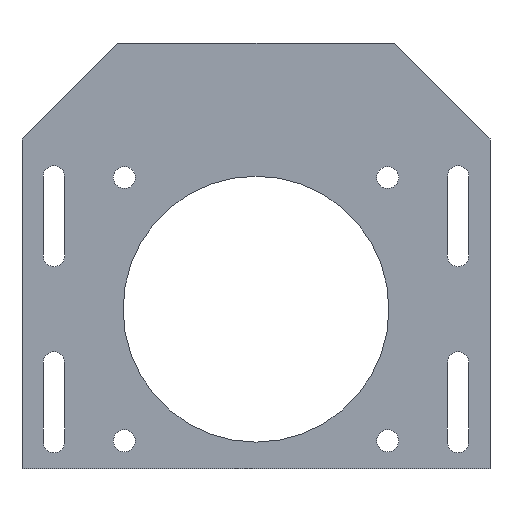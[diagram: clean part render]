
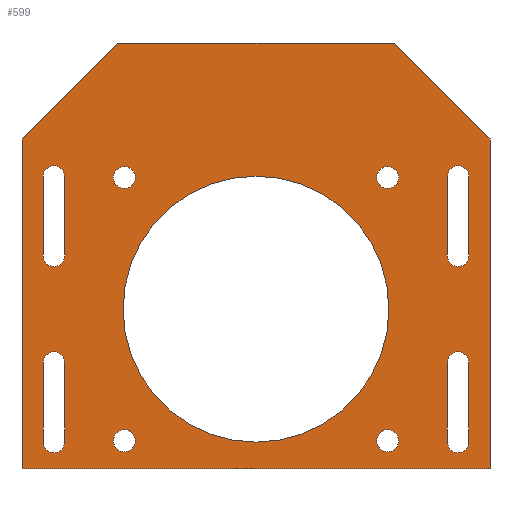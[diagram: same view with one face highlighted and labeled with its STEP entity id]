
A CAD part, front view. The second image highlights one B-rep face of the part: STEP entity #599.
In plain terms, the highlighted planar face has unit normal (0, -1, 0).
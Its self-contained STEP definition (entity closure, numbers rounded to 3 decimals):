
#24=FACE_BOUND('',#116,.T.);
#25=FACE_BOUND('',#117,.T.);
#26=FACE_BOUND('',#118,.T.);
#27=FACE_BOUND('',#119,.T.);
#28=FACE_BOUND('',#120,.T.);
#29=FACE_BOUND('',#121,.T.);
#30=FACE_BOUND('',#122,.T.);
#31=FACE_BOUND('',#123,.T.);
#32=FACE_BOUND('',#124,.T.);
#48=PLANE('',#677);
#77=FACE_OUTER_BOUND('',#115,.T.);
#115=EDGE_LOOP('',(#531,#532,#533,#534,#535,#536));
#116=EDGE_LOOP('',(#537));
#117=EDGE_LOOP('',(#538));
#118=EDGE_LOOP('',(#539));
#119=EDGE_LOOP('',(#540));
#120=EDGE_LOOP('',(#541));
#121=EDGE_LOOP('',(#542,#543,#544,#545));
#122=EDGE_LOOP('',(#546,#547,#548,#549));
#123=EDGE_LOOP('',(#550,#551,#552,#553));
#124=EDGE_LOOP('',(#554,#555,#556,#557));
#129=LINE('',#873,#184);
#134=LINE('',#887,#189);
#137=LINE('',#897,#192);
#142=LINE('',#911,#197);
#147=LINE('',#929,#202);
#151=LINE('',#940,#206);
#155=LINE('',#953,#210);
#159=LINE('',#964,#214);
#162=LINE('',#975,#217);
#166=LINE('',#983,#221);
#169=LINE('',#989,#224);
#172=LINE('',#995,#227);
#175=LINE('',#1001,#230);
#178=LINE('',#1006,#233);
#184=VECTOR('',#710,10.);
#189=VECTOR('',#723,10.);
#192=VECTOR('',#734,10.);
#197=VECTOR('',#747,10.);
#202=VECTOR('',#766,10.);
#206=VECTOR('',#778,10.);
#210=VECTOR('',#790,10.);
#214=VECTOR('',#802,10.);
#217=VECTOR('',#813,10.);
#221=VECTOR('',#819,10.);
#224=VECTOR('',#824,10.);
#227=VECTOR('',#829,10.);
#230=VECTOR('',#834,10.);
#233=VECTOR('',#839,10.);
#236=CIRCLE('',#625,2.067);
#238=CIRCLE('',#628,2.067);
#240=CIRCLE('',#631,2.067);
#242=CIRCLE('',#634,2.067);
#243=CIRCLE('',#637,2.);
#245=CIRCLE('',#641,2.);
#247=CIRCLE('',#645,2.);
#249=CIRCLE('',#649,2.);
#251=CIRCLE('',#652,2.);
#253=CIRCLE('',#656,2.);
#255=CIRCLE('',#660,2.);
#257=CIRCLE('',#664,2.);
#260=CIRCLE('',#669,25.);
#262=VERTEX_POINT('',#849);
#264=VERTEX_POINT('',#855);
#266=VERTEX_POINT('',#861);
#268=VERTEX_POINT('',#867);
#269=VERTEX_POINT('',#871);
#270=VERTEX_POINT('',#872);
#273=VERTEX_POINT('',#880);
#275=VERTEX_POINT('',#886);
#277=VERTEX_POINT('',#895);
#278=VERTEX_POINT('',#896);
#281=VERTEX_POINT('',#904);
#283=VERTEX_POINT('',#910);
#285=VERTEX_POINT('',#919);
#286=VERTEX_POINT('',#920);
#289=VERTEX_POINT('',#928);
#291=VERTEX_POINT('',#934);
#293=VERTEX_POINT('',#943);
#294=VERTEX_POINT('',#944);
#297=VERTEX_POINT('',#952);
#299=VERTEX_POINT('',#958);
#302=VERTEX_POINT('',#969);
#303=VERTEX_POINT('',#973);
#304=VERTEX_POINT('',#974);
#307=VERTEX_POINT('',#982);
#309=VERTEX_POINT('',#988);
#311=VERTEX_POINT('',#994);
#313=VERTEX_POINT('',#1000);
#317=EDGE_CURVE('',#262,#262,#236,.T.);
#320=EDGE_CURVE('',#264,#264,#238,.T.);
#323=EDGE_CURVE('',#266,#266,#240,.T.);
#326=EDGE_CURVE('',#268,#268,#242,.T.);
#327=EDGE_CURVE('',#269,#270,#129,.T.);
#331=EDGE_CURVE('',#273,#269,#243,.T.);
#334=EDGE_CURVE('',#275,#273,#134,.T.);
#337=EDGE_CURVE('',#270,#275,#245,.T.);
#339=EDGE_CURVE('',#277,#278,#137,.T.);
#343=EDGE_CURVE('',#281,#277,#247,.T.);
#346=EDGE_CURVE('',#283,#281,#142,.T.);
#349=EDGE_CURVE('',#278,#283,#249,.T.);
#351=EDGE_CURVE('',#285,#286,#251,.T.);
#355=EDGE_CURVE('',#289,#285,#147,.T.);
#358=EDGE_CURVE('',#291,#289,#253,.T.);
#361=EDGE_CURVE('',#286,#291,#151,.T.);
#363=EDGE_CURVE('',#293,#294,#255,.T.);
#367=EDGE_CURVE('',#297,#293,#155,.T.);
#370=EDGE_CURVE('',#299,#297,#257,.T.);
#373=EDGE_CURVE('',#294,#299,#159,.T.);
#377=EDGE_CURVE('',#302,#302,#260,.T.);
#378=EDGE_CURVE('',#303,#304,#162,.T.);
#382=EDGE_CURVE('',#307,#303,#166,.T.);
#385=EDGE_CURVE('',#309,#307,#169,.T.);
#388=EDGE_CURVE('',#311,#309,#172,.T.);
#391=EDGE_CURVE('',#313,#311,#175,.T.);
#394=EDGE_CURVE('',#304,#313,#178,.T.);
#531=ORIENTED_EDGE('',*,*,#394,.F.);
#532=ORIENTED_EDGE('',*,*,#378,.F.);
#533=ORIENTED_EDGE('',*,*,#382,.F.);
#534=ORIENTED_EDGE('',*,*,#385,.F.);
#535=ORIENTED_EDGE('',*,*,#388,.F.);
#536=ORIENTED_EDGE('',*,*,#391,.F.);
#537=ORIENTED_EDGE('',*,*,#317,.T.);
#538=ORIENTED_EDGE('',*,*,#320,.T.);
#539=ORIENTED_EDGE('',*,*,#323,.T.);
#540=ORIENTED_EDGE('',*,*,#326,.T.);
#541=ORIENTED_EDGE('',*,*,#377,.F.);
#542=ORIENTED_EDGE('',*,*,#373,.F.);
#543=ORIENTED_EDGE('',*,*,#363,.F.);
#544=ORIENTED_EDGE('',*,*,#367,.F.);
#545=ORIENTED_EDGE('',*,*,#370,.F.);
#546=ORIENTED_EDGE('',*,*,#361,.F.);
#547=ORIENTED_EDGE('',*,*,#351,.F.);
#548=ORIENTED_EDGE('',*,*,#355,.F.);
#549=ORIENTED_EDGE('',*,*,#358,.F.);
#550=ORIENTED_EDGE('',*,*,#349,.F.);
#551=ORIENTED_EDGE('',*,*,#339,.F.);
#552=ORIENTED_EDGE('',*,*,#343,.F.);
#553=ORIENTED_EDGE('',*,*,#346,.F.);
#554=ORIENTED_EDGE('',*,*,#337,.F.);
#555=ORIENTED_EDGE('',*,*,#327,.F.);
#556=ORIENTED_EDGE('',*,*,#331,.F.);
#557=ORIENTED_EDGE('',*,*,#334,.F.);
#599=ADVANCED_FACE('',(#77,#24,#25,#26,#27,#28,#29,#30,#31,#32),#48,.F.);
#625=AXIS2_PLACEMENT_3D('',#851,#685,#686);
#628=AXIS2_PLACEMENT_3D('',#857,#692,#693);
#631=AXIS2_PLACEMENT_3D('',#863,#699,#700);
#634=AXIS2_PLACEMENT_3D('',#869,#706,#707);
#637=AXIS2_PLACEMENT_3D('',#881,#716,#717);
#641=AXIS2_PLACEMENT_3D('',#892,#728,#729);
#645=AXIS2_PLACEMENT_3D('',#905,#740,#741);
#649=AXIS2_PLACEMENT_3D('',#916,#752,#753);
#652=AXIS2_PLACEMENT_3D('',#921,#758,#759);
#656=AXIS2_PLACEMENT_3D('',#935,#771,#772);
#660=AXIS2_PLACEMENT_3D('',#945,#782,#783);
#664=AXIS2_PLACEMENT_3D('',#959,#795,#796);
#669=AXIS2_PLACEMENT_3D('',#971,#809,#810);
#677=AXIS2_PLACEMENT_3D('',#1009,#843,#844);
#685=DIRECTION('center_axis',(0.,1.,0.));
#686=DIRECTION('ref_axis',(1.,0.,0.));
#692=DIRECTION('center_axis',(0.,1.,0.));
#693=DIRECTION('ref_axis',(1.,0.,0.));
#699=DIRECTION('center_axis',(0.,1.,0.));
#700=DIRECTION('ref_axis',(1.,0.,0.));
#706=DIRECTION('center_axis',(0.,1.,0.));
#707=DIRECTION('ref_axis',(1.,0.,0.));
#710=DIRECTION('',(0.,0.,1.));
#716=DIRECTION('center_axis',(0.,-1.,0.));
#717=DIRECTION('ref_axis',(-1.,0.,0.));
#723=DIRECTION('',(0.,0.,-1.));
#728=DIRECTION('center_axis',(0.,-1.,0.));
#729=DIRECTION('ref_axis',(1.,0.,0.));
#734=DIRECTION('',(0.,0.,1.));
#740=DIRECTION('center_axis',(0.,-1.,0.));
#741=DIRECTION('ref_axis',(-1.,0.,0.));
#747=DIRECTION('',(0.,0.,-1.));
#752=DIRECTION('center_axis',(0.,-1.,0.));
#753=DIRECTION('ref_axis',(1.,0.,0.));
#758=DIRECTION('center_axis',(0.,-1.,0.));
#759=DIRECTION('ref_axis',(1.,0.,0.));
#766=DIRECTION('',(0.,0.,1.));
#771=DIRECTION('center_axis',(0.,-1.,0.));
#772=DIRECTION('ref_axis',(-1.,0.,0.));
#778=DIRECTION('',(0.,0.,-1.));
#782=DIRECTION('center_axis',(0.,-1.,0.));
#783=DIRECTION('ref_axis',(-1.,0.,0.));
#790=DIRECTION('',(0.,0.,-1.));
#795=DIRECTION('center_axis',(0.,-1.,0.));
#796=DIRECTION('ref_axis',(1.,0.,0.));
#802=DIRECTION('',(0.,0.,1.));
#809=DIRECTION('center_axis',(0.,-1.,0.));
#810=DIRECTION('ref_axis',(1.,0.,0.));
#813=DIRECTION('',(-1.,0.,0.));
#819=DIRECTION('',(0.,0.,-1.));
#824=DIRECTION('',(0.707,0.,-0.707));
#829=DIRECTION('',(1.,0.,0.));
#834=DIRECTION('',(0.707,0.,0.707));
#839=DIRECTION('',(0.,0.,1.));
#843=DIRECTION('center_axis',(0.,1.,0.));
#844=DIRECTION('ref_axis',(0.,0.,1.));
#849=CARTESIAN_POINT('',(22.682,0.,14.749));
#851=CARTESIAN_POINT('Origin',(24.749,0.,14.749));
#855=CARTESIAN_POINT('',(-26.816,0.,-34.749));
#857=CARTESIAN_POINT('Origin',(-24.749,0.,-34.749));
#861=CARTESIAN_POINT('',(-26.816,0.,14.749));
#863=CARTESIAN_POINT('Origin',(-24.749,0.,14.749));
#867=CARTESIAN_POINT('',(22.682,0.,-34.749));
#869=CARTESIAN_POINT('Origin',(24.749,0.,-34.749));
#871=CARTESIAN_POINT('',(-36.,0.,-35.));
#872=CARTESIAN_POINT('',(-36.,0.,-20.));
#873=CARTESIAN_POINT('',(-36.,0.,-35.));
#880=CARTESIAN_POINT('',(-40.,0.,-35.));
#881=CARTESIAN_POINT('Origin',(-38.,0.,-35.));
#886=CARTESIAN_POINT('',(-40.,0.,-20.));
#887=CARTESIAN_POINT('',(-40.,0.,-20.));
#892=CARTESIAN_POINT('Origin',(-38.,0.,-20.));
#895=CARTESIAN_POINT('',(-36.,0.,0.));
#896=CARTESIAN_POINT('',(-36.,0.,15.));
#897=CARTESIAN_POINT('',(-36.,0.,0.));
#904=CARTESIAN_POINT('',(-40.,0.,0.));
#905=CARTESIAN_POINT('Origin',(-38.,0.,0.));
#910=CARTESIAN_POINT('',(-40.,0.,15.));
#911=CARTESIAN_POINT('',(-40.,0.,15.));
#916=CARTESIAN_POINT('Origin',(-38.,0.,15.));
#919=CARTESIAN_POINT('',(40.,0.,15.));
#920=CARTESIAN_POINT('',(36.,0.,15.));
#921=CARTESIAN_POINT('Origin',(38.,0.,15.));
#928=CARTESIAN_POINT('',(40.,0.,0.));
#929=CARTESIAN_POINT('',(40.,0.,0.));
#934=CARTESIAN_POINT('',(36.,0.,0.));
#935=CARTESIAN_POINT('Origin',(38.,0.,0.));
#940=CARTESIAN_POINT('',(36.,0.,15.));
#943=CARTESIAN_POINT('',(36.,0.,-35.));
#944=CARTESIAN_POINT('',(40.,0.,-35.));
#945=CARTESIAN_POINT('Origin',(38.,0.,-35.));
#952=CARTESIAN_POINT('',(36.,0.,-20.));
#953=CARTESIAN_POINT('',(36.,0.,-20.));
#958=CARTESIAN_POINT('',(40.,0.,-20.));
#959=CARTESIAN_POINT('Origin',(38.,0.,-20.));
#964=CARTESIAN_POINT('',(40.,0.,-35.));
#969=CARTESIAN_POINT('',(-25.,0.,-10.));
#971=CARTESIAN_POINT('Origin',(0.,0.,-10.));
#973=CARTESIAN_POINT('',(44.,0.,-40.));
#974=CARTESIAN_POINT('',(-44.,0.,-40.));
#975=CARTESIAN_POINT('',(44.,0.,-40.));
#982=CARTESIAN_POINT('',(44.,0.,22.));
#983=CARTESIAN_POINT('',(44.,0.,22.));
#988=CARTESIAN_POINT('',(26.,0.,40.));
#989=CARTESIAN_POINT('',(26.,0.,40.));
#994=CARTESIAN_POINT('',(-26.,0.,40.));
#995=CARTESIAN_POINT('',(-26.,0.,40.));
#1000=CARTESIAN_POINT('',(-44.,0.,22.));
#1001=CARTESIAN_POINT('',(-44.,0.,22.));
#1006=CARTESIAN_POINT('',(-44.,0.,-40.));
#1009=CARTESIAN_POINT('Origin',(0.,0.,0.));
